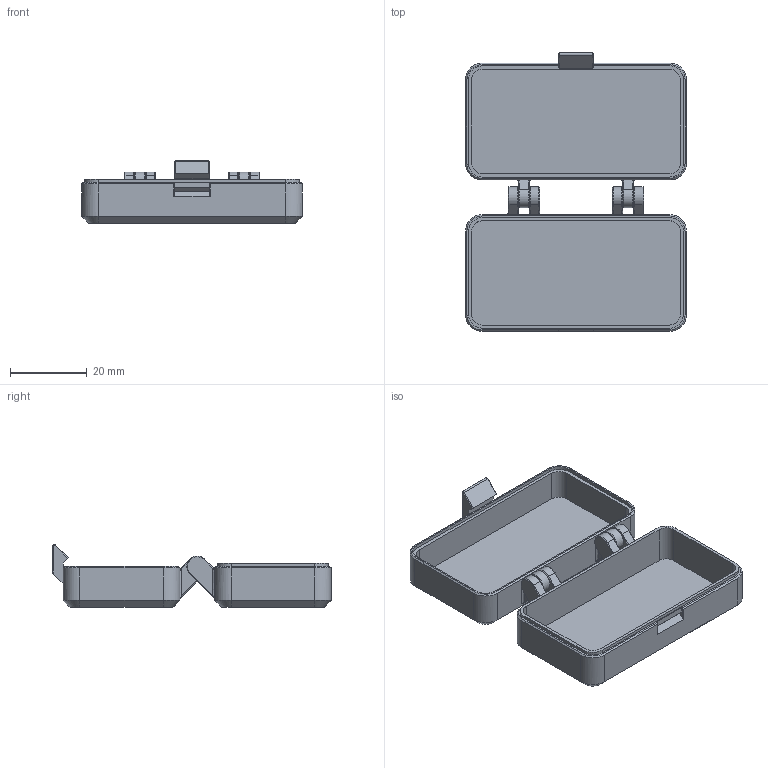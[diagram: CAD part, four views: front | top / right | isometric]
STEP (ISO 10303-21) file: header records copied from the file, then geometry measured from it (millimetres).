
FILE_DESCRIPTION(('FreeCAD Model'),'2;1');
FILE_NAME('Open CASCADE Shape Model','2025-05-03T13:58:01',('FreeCAD'),( 'FreeCAD'),'Open CASCADE STEP processor 7.6','FreeCAD','Unknown');
FILE_SCHEMA(('AUTOMOTIVE_DESIGN { 1 0 10303 214 1 1 1 1 }'));
Length unit declared in the file: millimetre
Products named in the file (1): Open CASCADE STEP translator 7.6 1
Bounding box: 57.56 x 72.59 x 16.38 mm (x, y, z)
Volume: 10806.6 mm3; surface area: 14205.5 mm2
Topology: 2 solids, 2 shells, 213 faces, 513 edges, 314 vertices
Faces by surface type: bspline 213
Entity records: 6219 total; most frequent: CARTESIAN_POINT 3122, ORIENTED_EDGE 1026, EDGE_CURVE 513, B_SPLINE_CURVE_WITH_KNOTS 413, VERTEX_POINT 314, FACE_BOUND 231, EDGE_LOOP 231, ADVANCED_FACE 213
